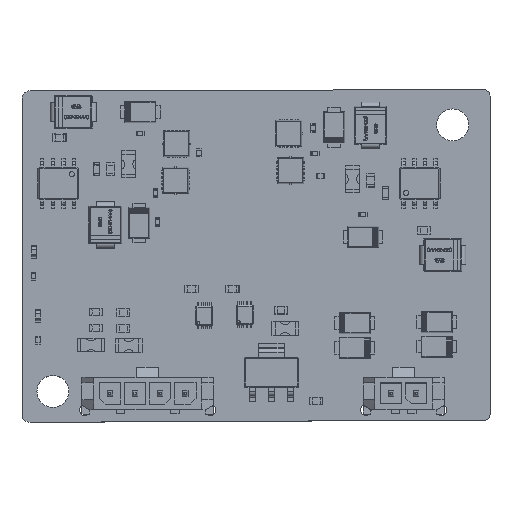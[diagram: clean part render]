
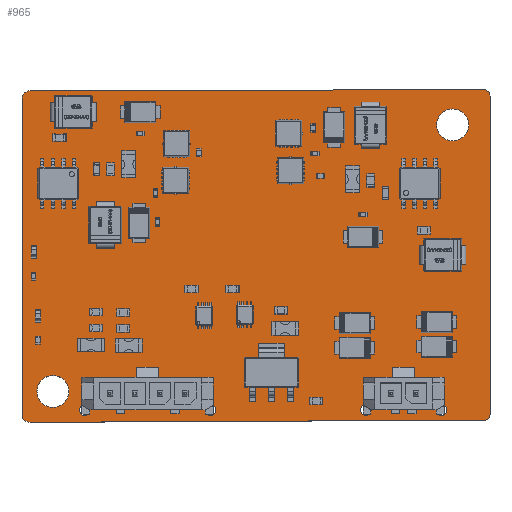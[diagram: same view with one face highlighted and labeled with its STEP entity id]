
A CAD part, top view. The second image highlights one B-rep face of the part: STEP entity #965.
In plain terms, the highlighted planar face has unit normal (0, 0, 1).
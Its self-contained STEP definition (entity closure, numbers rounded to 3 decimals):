
#268 = VERTEX_POINT('',#269);
#269 = CARTESIAN_POINT('',(0.127,0.978,1.532));
#275 = EDGE_CURVE('',#268,#276,#278,.T.);
#276 = VERTEX_POINT('',#277);
#277 = CARTESIAN_POINT('',(0.127,38.76,1.532));
#278 = LINE('',#279,#280);
#279 = CARTESIAN_POINT('',(0.127,0.978,1.532));
#280 = VECTOR('',#281,1.);
#281 = DIRECTION('',(0.,1.,0.));
#306 = EDGE_CURVE('',#276,#307,#309,.T.);
#307 = VERTEX_POINT('',#308);
#308 = CARTESIAN_POINT('',(1.27,39.612,1.532));
#309 = CIRCLE('',#310,1.007);
#310 = AXIS2_PLACEMENT_3D('',#311,#312,#313);
#311 = CARTESIAN_POINT('',(1.124,38.615,1.532));
#312 = DIRECTION('',(0.,0.,-1.));
#313 = DIRECTION('',(-0.99,0.144,0.));
#339 = EDGE_CURVE('',#307,#340,#342,.T.);
#340 = VERTEX_POINT('',#341);
#341 = CARTESIAN_POINT('',(55.118,39.771,1.532));
#342 = LINE('',#343,#344);
#343 = CARTESIAN_POINT('',(1.27,39.612,1.532));
#344 = VECTOR('',#345,1.);
#345 = DIRECTION('',(1.,0.003,0.));
#370 = EDGE_CURVE('',#340,#371,#373,.T.);
#371 = VERTEX_POINT('',#372);
#372 = CARTESIAN_POINT('',(55.88,38.989,1.532));
#373 = CIRCLE('',#374,0.772);
#374 = AXIS2_PLACEMENT_3D('',#375,#376,#377);
#375 = CARTESIAN_POINT('',(55.108,38.999,1.532));
#376 = DIRECTION('',(0.,0.,-1.));
#377 = DIRECTION('',(0.012,1.,0.));
#403 = EDGE_CURVE('',#371,#404,#406,.T.);
#404 = VERTEX_POINT('',#405);
#405 = CARTESIAN_POINT('',(55.88,1.061,1.532));
#406 = LINE('',#407,#408);
#407 = CARTESIAN_POINT('',(55.88,38.989,1.532));
#408 = VECTOR('',#409,1.);
#409 = DIRECTION('',(0.,-1.,0.));
#434 = EDGE_CURVE('',#404,#435,#437,.T.);
#435 = VERTEX_POINT('',#436);
#436 = CARTESIAN_POINT('',(55.273,0.388,1.532));
#437 = CIRCLE('',#438,0.641);
#438 = AXIS2_PLACEMENT_3D('',#439,#440,#441);
#439 = CARTESIAN_POINT('',(55.24,1.028,1.532));
#440 = DIRECTION('',(0.,0.,-1.));
#441 = DIRECTION('',(0.999,0.051,0.));
#467 = EDGE_CURVE('',#435,#468,#470,.T.);
#468 = VERTEX_POINT('',#469);
#469 = CARTESIAN_POINT('',(1.27,0.127,1.532));
#470 = LINE('',#471,#472);
#471 = CARTESIAN_POINT('',(55.273,0.388,1.532));
#472 = VECTOR('',#473,1.);
#473 = DIRECTION('',(-1.,-0.005,0.));
#498 = EDGE_CURVE('',#468,#268,#499,.T.);
#499 = CIRCLE('',#500,1.008);
#500 = AXIS2_PLACEMENT_3D('',#501,#502,#503);
#501 = CARTESIAN_POINT('',(1.124,1.124,1.532));
#502 = DIRECTION('',(0.,0.,-1.));
#503 = DIRECTION('',(0.145,-0.989,0.));
#524 = VERTEX_POINT('',#525);
#525 = CARTESIAN_POINT('',(5.715,3.81,1.532));
#531 = EDGE_CURVE('',#524,#524,#532,.T.);
#532 = CIRCLE('',#533,1.905);
#533 = AXIS2_PLACEMENT_3D('',#534,#535,#536);
#534 = CARTESIAN_POINT('',(3.81,3.81,1.532));
#535 = DIRECTION('',(0.,0.,1.));
#536 = DIRECTION('',(1.,0.,0.));
#557 = VERTEX_POINT('',#558);
#558 = CARTESIAN_POINT('',(8.224,1.596,1.532));
#564 = EDGE_CURVE('',#557,#557,#565,.T.);
#565 = CIRCLE('',#566,0.635);
#566 = AXIS2_PLACEMENT_3D('',#567,#568,#569);
#567 = CARTESIAN_POINT('',(7.589,1.596,1.532));
#568 = DIRECTION('',(0.,0.,1.));
#569 = DIRECTION('',(1.,0.,0.));
#590 = VERTEX_POINT('',#591);
#591 = CARTESIAN_POINT('',(11.099,3.556,1.532));
#597 = EDGE_CURVE('',#590,#590,#598,.T.);
#598 = CIRCLE('',#599,0.51);
#599 = AXIS2_PLACEMENT_3D('',#600,#601,#602);
#600 = CARTESIAN_POINT('',(10.589,3.556,1.532));
#601 = DIRECTION('',(0.,0.,1.));
#602 = DIRECTION('',(1.,0.,0.));
#623 = VERTEX_POINT('',#624);
#624 = CARTESIAN_POINT('',(14.099,3.556,1.532));
#630 = EDGE_CURVE('',#623,#623,#631,.T.);
#631 = CIRCLE('',#632,0.51);
#632 = AXIS2_PLACEMENT_3D('',#633,#634,#635);
#633 = CARTESIAN_POINT('',(13.589,3.556,1.532));
#634 = DIRECTION('',(0.,0.,1.));
#635 = DIRECTION('',(1.,0.,0.));
#656 = VERTEX_POINT('',#657);
#657 = CARTESIAN_POINT('',(20.099,3.556,1.532));
#663 = EDGE_CURVE('',#656,#656,#664,.T.);
#664 = CIRCLE('',#665,0.51);
#665 = AXIS2_PLACEMENT_3D('',#666,#667,#668);
#666 = CARTESIAN_POINT('',(19.589,3.556,1.532));
#667 = DIRECTION('',(0.,0.,1.));
#668 = DIRECTION('',(1.,0.,0.));
#689 = VERTEX_POINT('',#690);
#690 = CARTESIAN_POINT('',(17.099,3.556,1.532));
#696 = EDGE_CURVE('',#689,#689,#697,.T.);
#697 = CIRCLE('',#698,0.51);
#698 = AXIS2_PLACEMENT_3D('',#699,#700,#701);
#699 = CARTESIAN_POINT('',(16.589,3.556,1.532));
#700 = DIRECTION('',(0.,0.,1.));
#701 = DIRECTION('',(1.,0.,0.));
#722 = VERTEX_POINT('',#723);
#723 = CARTESIAN_POINT('',(23.224,1.596,1.532));
#729 = EDGE_CURVE('',#722,#722,#730,.T.);
#730 = CIRCLE('',#731,0.635);
#731 = AXIS2_PLACEMENT_3D('',#732,#733,#734);
#732 = CARTESIAN_POINT('',(22.589,1.596,1.532));
#733 = DIRECTION('',(0.,0.,1.));
#734 = DIRECTION('',(1.,0.,0.));
#755 = VERTEX_POINT('',#756);
#756 = CARTESIAN_POINT('',(50.728,1.596,1.532));
#762 = EDGE_CURVE('',#755,#755,#763,.T.);
#763 = CIRCLE('',#764,0.635);
#764 = AXIS2_PLACEMENT_3D('',#765,#766,#767);
#765 = CARTESIAN_POINT('',(50.093,1.596,1.532));
#766 = DIRECTION('',(0.,0.,1.));
#767 = DIRECTION('',(1.,0.,0.));
#788 = VERTEX_POINT('',#789);
#789 = CARTESIAN_POINT('',(41.728,1.596,1.532));
#795 = EDGE_CURVE('',#788,#788,#796,.T.);
#796 = CIRCLE('',#797,0.635);
#797 = AXIS2_PLACEMENT_3D('',#798,#799,#800);
#798 = CARTESIAN_POINT('',(41.093,1.596,1.532));
#799 = DIRECTION('',(0.,0.,1.));
#800 = DIRECTION('',(1.,0.,0.));
#821 = VERTEX_POINT('',#822);
#822 = CARTESIAN_POINT('',(44.603,3.556,1.532));
#828 = EDGE_CURVE('',#821,#821,#829,.T.);
#829 = CIRCLE('',#830,0.51);
#830 = AXIS2_PLACEMENT_3D('',#831,#832,#833);
#831 = CARTESIAN_POINT('',(44.093,3.556,1.532));
#832 = DIRECTION('',(0.,0.,1.));
#833 = DIRECTION('',(1.,0.,0.));
#854 = VERTEX_POINT('',#855);
#855 = CARTESIAN_POINT('',(47.603,3.556,1.532));
#861 = EDGE_CURVE('',#854,#854,#862,.T.);
#862 = CIRCLE('',#863,0.51);
#863 = AXIS2_PLACEMENT_3D('',#864,#865,#866);
#864 = CARTESIAN_POINT('',(47.093,3.556,1.532));
#865 = DIRECTION('',(0.,0.,1.));
#866 = DIRECTION('',(1.,0.,0.));
#887 = VERTEX_POINT('',#888);
#888 = CARTESIAN_POINT('',(53.34,35.56,1.532));
#894 = EDGE_CURVE('',#887,#887,#895,.T.);
#895 = CIRCLE('',#896,1.905);
#896 = AXIS2_PLACEMENT_3D('',#897,#898,#899);
#897 = CARTESIAN_POINT('',(51.435,35.56,1.532));
#898 = DIRECTION('',(0.,0.,1.));
#899 = DIRECTION('',(1.,0.,0.));
#965 = ADVANCED_FACE('',(#966,#976,#979,#982,#985,#988,#991,#994,#997,
    #1000,#1003,#1006,#1009),#1012,.T.);
#966 = FACE_BOUND('',#967,.F.);
#967 = EDGE_LOOP('',(#968,#969,#970,#971,#972,#973,#974,#975));
#968 = ORIENTED_EDGE('',*,*,#275,.T.);
#969 = ORIENTED_EDGE('',*,*,#306,.T.);
#970 = ORIENTED_EDGE('',*,*,#339,.T.);
#971 = ORIENTED_EDGE('',*,*,#370,.T.);
#972 = ORIENTED_EDGE('',*,*,#403,.T.);
#973 = ORIENTED_EDGE('',*,*,#434,.T.);
#974 = ORIENTED_EDGE('',*,*,#467,.T.);
#975 = ORIENTED_EDGE('',*,*,#498,.T.);
#976 = FACE_BOUND('',#977,.T.);
#977 = EDGE_LOOP('',(#978));
#978 = ORIENTED_EDGE('',*,*,#531,.F.);
#979 = FACE_BOUND('',#980,.T.);
#980 = EDGE_LOOP('',(#981));
#981 = ORIENTED_EDGE('',*,*,#564,.F.);
#982 = FACE_BOUND('',#983,.T.);
#983 = EDGE_LOOP('',(#984));
#984 = ORIENTED_EDGE('',*,*,#597,.F.);
#985 = FACE_BOUND('',#986,.T.);
#986 = EDGE_LOOP('',(#987));
#987 = ORIENTED_EDGE('',*,*,#630,.F.);
#988 = FACE_BOUND('',#989,.T.);
#989 = EDGE_LOOP('',(#990));
#990 = ORIENTED_EDGE('',*,*,#663,.F.);
#991 = FACE_BOUND('',#992,.T.);
#992 = EDGE_LOOP('',(#993));
#993 = ORIENTED_EDGE('',*,*,#696,.F.);
#994 = FACE_BOUND('',#995,.T.);
#995 = EDGE_LOOP('',(#996));
#996 = ORIENTED_EDGE('',*,*,#729,.F.);
#997 = FACE_BOUND('',#998,.T.);
#998 = EDGE_LOOP('',(#999));
#999 = ORIENTED_EDGE('',*,*,#762,.F.);
#1000 = FACE_BOUND('',#1001,.T.);
#1001 = EDGE_LOOP('',(#1002));
#1002 = ORIENTED_EDGE('',*,*,#795,.F.);
#1003 = FACE_BOUND('',#1004,.T.);
#1004 = EDGE_LOOP('',(#1005));
#1005 = ORIENTED_EDGE('',*,*,#828,.F.);
#1006 = FACE_BOUND('',#1007,.T.);
#1007 = EDGE_LOOP('',(#1008));
#1008 = ORIENTED_EDGE('',*,*,#861,.F.);
#1009 = FACE_BOUND('',#1010,.T.);
#1010 = EDGE_LOOP('',(#1011));
#1011 = ORIENTED_EDGE('',*,*,#894,.F.);
#1012 = PLANE('',#1013);
#1013 = AXIS2_PLACEMENT_3D('',#1014,#1015,#1016);
#1014 = CARTESIAN_POINT('',(0.127,0.978,1.532));
#1015 = DIRECTION('',(0.,0.,1.));
#1016 = DIRECTION('',(1.,0.,0.));
